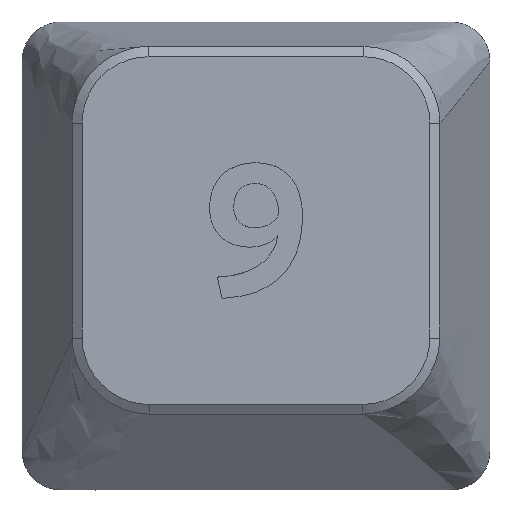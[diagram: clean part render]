
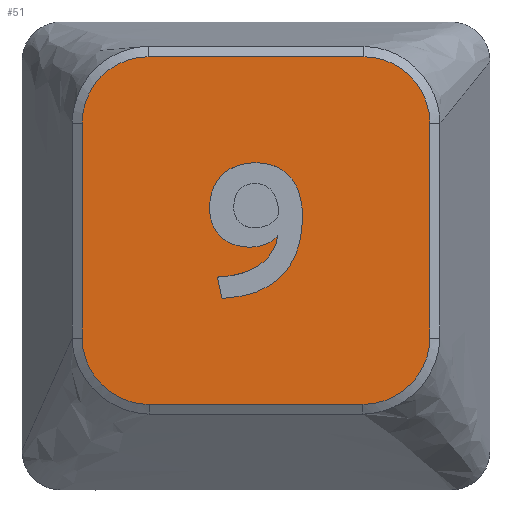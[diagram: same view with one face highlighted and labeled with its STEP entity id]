
A CAD part, top view. The second image highlights one B-rep face of the part: STEP entity #51.
In plain terms, the highlighted planar face has unit normal (0, 0, 1).
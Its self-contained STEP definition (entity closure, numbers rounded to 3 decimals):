
#17=FACE_BOUND('',#182,.T.);
#51=ADVANCED_FACE('',(#115,#17),#1000,.T.);
#115=FACE_OUTER_BOUND('',#181,.T.);
#181=EDGE_LOOP('',(#362,#363,#364,#365,#366,#367,#368,#369));
#182=EDGE_LOOP('',(#370,#371,#372,#373,#374));
#362=ORIENTED_EDGE('',*,*,#615,.T.);
#363=ORIENTED_EDGE('',*,*,#635,.T.);
#364=ORIENTED_EDGE('',*,*,#633,.T.);
#365=ORIENTED_EDGE('',*,*,#631,.T.);
#366=ORIENTED_EDGE('',*,*,#629,.T.);
#367=ORIENTED_EDGE('',*,*,#612,.T.);
#368=ORIENTED_EDGE('',*,*,#626,.T.);
#369=ORIENTED_EDGE('',*,*,#624,.T.);
#370=ORIENTED_EDGE('',*,*,#656,.F.);
#371=ORIENTED_EDGE('',*,*,#655,.F.);
#372=ORIENTED_EDGE('',*,*,#654,.F.);
#373=ORIENTED_EDGE('',*,*,#653,.F.);
#374=ORIENTED_EDGE('',*,*,#652,.F.);
#612=EDGE_CURVE('',#907,#906,#784,.T.);
#615=EDGE_CURVE('',#897,#911,#787,.T.);
#624=EDGE_CURVE('',#905,#897,#796,.T.);
#626=EDGE_CURVE('',#906,#905,#798,.T.);
#629=EDGE_CURVE('',#908,#907,#801,.T.);
#631=EDGE_CURVE('',#909,#908,#803,.T.);
#633=EDGE_CURVE('',#910,#909,#805,.T.);
#635=EDGE_CURVE('',#911,#910,#807,.T.);
#652=EDGE_CURVE('',#920,#921,#824,.T.);
#653=EDGE_CURVE('',#921,#922,#825,.T.);
#654=EDGE_CURVE('',#922,#923,#826,.T.);
#655=EDGE_CURVE('',#923,#924,#827,.T.);
#656=EDGE_CURVE('',#924,#920,#828,.T.);
#784=B_SPLINE_CURVE_WITH_KNOTS('',3,(#1808,#1809,#1810,#1811),
 .UNSPECIFIED.,.F.,.F.,(4,4),(-20.393,-12.086),
 .UNSPECIFIED.);
#787=B_SPLINE_CURVE_WITH_KNOTS('',3,(#1818,#1819,#1820,#1821,#1822),
 .UNSPECIFIED.,.F.,.F.,(4,1,4),(-48.917,-46.906,-44.896),
 .UNSPECIFIED.);
#796=B_SPLINE_CURVE_WITH_KNOTS('',3,(#1857,#1858,#1859,#1860),
 .UNSPECIFIED.,.F.,.F.,(4,4),(-8.095,0.17),
 .UNSPECIFIED.);
#798=B_SPLINE_CURVE_WITH_KNOTS('',3,(#1863,#1864,#1865,#1866,#1867),
 .UNSPECIFIED.,.F.,.F.,(4,1,4),(-12.086,-10.092,-8.095),
 .UNSPECIFIED.);
#801=B_SPLINE_CURVE_WITH_KNOTS('',3,(#1872,#1873,#1874,#1875,#1876),
 .UNSPECIFIED.,.F.,.F.,(4,1,4),(-24.384,-22.386,-20.393),
 .UNSPECIFIED.);
#803=B_SPLINE_CURVE_WITH_KNOTS('',3,(#1879,#1880,#1881,#1882),
 .UNSPECIFIED.,.F.,.F.,(4,4),(-32.649,-24.384),
 .UNSPECIFIED.);
#805=B_SPLINE_CURVE_WITH_KNOTS('',3,(#1885,#1886,#1887,#1888,#1889),
 .UNSPECIFIED.,.F.,.F.,(4,1,4),(-36.669,-34.66,-32.649),
 .UNSPECIFIED.);
#807=B_SPLINE_CURVE_WITH_KNOTS('',3,(#1892,#1893,#1894,#1895),
 .UNSPECIFIED.,.F.,.F.,(4,4),(-44.896,-36.669),
 .UNSPECIFIED.);
#824=B_SPLINE_CURVE_WITH_KNOTS('',1,(#1955,#1956),.UNSPECIFIED.,.F.,.F.,
(2,2),(-11.,-10.),.UNSPECIFIED.);
#825=B_SPLINE_CURVE_WITH_KNOTS('',3,(#1957,#1958,#1959,#1960),
 .UNSPECIFIED.,.F.,.F.,(4,4),(-10.,-9.),.UNSPECIFIED.);
#826=B_SPLINE_CURVE_WITH_KNOTS('',3,(#1961,#1962,#1963,#1964),
 .UNSPECIFIED.,.F.,.F.,(4,4),(-9.,-8.),.UNSPECIFIED.);
#827=B_SPLINE_CURVE_WITH_KNOTS('',1,(#1965,#1966),.UNSPECIFIED.,.F.,.F.,
(2,2),(-8.,-7.),.UNSPECIFIED.);
#828=B_SPLINE_CURVE_WITH_KNOTS('',3,(#1967,#1968,#1969,#1970,#1971,#1972,
#1973,#1974,#1975,#1976,#1977,#1978,#1979),.UNSPECIFIED.,.F.,.F.,(4,3,3,
3,4),(-7.,-6.,-5.,-4.,-3.),.UNSPECIFIED.);
#897=VERTEX_POINT('',#1460);
#905=VERTEX_POINT('',#1468);
#906=VERTEX_POINT('',#1469);
#907=VERTEX_POINT('',#1470);
#908=VERTEX_POINT('',#1471);
#909=VERTEX_POINT('',#1472);
#910=VERTEX_POINT('',#1473);
#911=VERTEX_POINT('',#1474);
#920=VERTEX_POINT('',#1483);
#921=VERTEX_POINT('',#1484);
#922=VERTEX_POINT('',#1485);
#923=VERTEX_POINT('',#1486);
#924=VERTEX_POINT('',#1487);
#1000=PLANE('',#1065);
#1065=AXIS2_PLACEMENT_3D('',#1379,#1113,$);
#1113=DIRECTION('',(0.,0.,1.));
#1379=CARTESIAN_POINT('',(35.86,27.14,14.));
#1460=CARTESIAN_POINT('',(36.312,15.83,14.));
#1468=CARTESIAN_POINT('',(36.312,24.095,14.));
#1469=CARTESIAN_POINT('',(38.847,26.647,14.));
#1470=CARTESIAN_POINT('',(47.153,26.647,14.));
#1471=CARTESIAN_POINT('',(49.688,24.095,14.));
#1472=CARTESIAN_POINT('',(49.688,15.83,14.));
#1473=CARTESIAN_POINT('',(47.114,13.277,14.));
#1474=CARTESIAN_POINT('',(38.886,13.277,14.));
#1483=CARTESIAN_POINT('',(42.769,19.327,14.));
#1484=CARTESIAN_POINT('',(42.775,19.327,14.));
#1485=CARTESIAN_POINT('',(43.843,19.77,14.));
#1486=CARTESIAN_POINT('',(41.512,18.175,14.));
#1487=CARTESIAN_POINT('',(41.695,17.355,14.));
#1808=CARTESIAN_POINT('',(47.153,26.647,14.));
#1809=CARTESIAN_POINT('',(44.384,26.647,14.));
#1810=CARTESIAN_POINT('',(41.616,26.647,14.));
#1811=CARTESIAN_POINT('',(38.847,26.647,14.));
#1818=CARTESIAN_POINT('',(36.312,15.83,14.));
#1819=CARTESIAN_POINT('',(36.309,15.157,14.));
#1820=CARTESIAN_POINT('',(36.888,13.835,14.));
#1821=CARTESIAN_POINT('',(38.215,13.274,14.));
#1822=CARTESIAN_POINT('',(38.886,13.277,14.));
#1857=CARTESIAN_POINT('',(36.312,24.095,14.));
#1858=CARTESIAN_POINT('',(36.312,21.34,14.));
#1859=CARTESIAN_POINT('',(36.312,18.585,14.));
#1860=CARTESIAN_POINT('',(36.312,15.83,14.));
#1863=CARTESIAN_POINT('',(38.847,26.647,14.));
#1864=CARTESIAN_POINT('',(38.18,26.651,14.));
#1865=CARTESIAN_POINT('',(36.864,26.082,14.));
#1866=CARTESIAN_POINT('',(36.309,24.762,14.));
#1867=CARTESIAN_POINT('',(36.312,24.095,14.));
#1872=CARTESIAN_POINT('',(49.688,24.095,14.));
#1873=CARTESIAN_POINT('',(49.691,24.762,14.));
#1874=CARTESIAN_POINT('',(49.136,26.082,14.));
#1875=CARTESIAN_POINT('',(47.82,26.651,14.));
#1876=CARTESIAN_POINT('',(47.153,26.647,14.));
#1879=CARTESIAN_POINT('',(49.688,15.83,14.));
#1880=CARTESIAN_POINT('',(49.688,18.585,14.));
#1881=CARTESIAN_POINT('',(49.688,21.34,14.));
#1882=CARTESIAN_POINT('',(49.688,24.095,14.));
#1885=CARTESIAN_POINT('',(47.114,13.277,14.));
#1886=CARTESIAN_POINT('',(47.785,13.274,14.));
#1887=CARTESIAN_POINT('',(49.112,13.835,14.));
#1888=CARTESIAN_POINT('',(49.691,15.157,14.));
#1889=CARTESIAN_POINT('',(49.688,15.83,14.));
#1892=CARTESIAN_POINT('',(38.886,13.277,14.));
#1893=CARTESIAN_POINT('',(41.629,13.277,14.));
#1894=CARTESIAN_POINT('',(44.371,13.277,14.));
#1895=CARTESIAN_POINT('',(47.114,13.277,14.));
#1955=CARTESIAN_POINT('',(42.769,19.327,14.));
#1956=CARTESIAN_POINT('',(42.775,19.327,14.));
#1957=CARTESIAN_POINT('',(42.775,19.327,14.));
#1958=CARTESIAN_POINT('',(43.225,19.327,14.));
#1959=CARTESIAN_POINT('',(43.654,19.523,14.));
#1960=CARTESIAN_POINT('',(43.843,19.77,14.));
#1961=CARTESIAN_POINT('',(43.843,19.77,14.));
#1962=CARTESIAN_POINT('',(43.687,18.82,14.));
#1963=CARTESIAN_POINT('',(42.873,18.234,14.));
#1964=CARTESIAN_POINT('',(41.512,18.175,14.));
#1965=CARTESIAN_POINT('',(41.512,18.175,14.));
#1966=CARTESIAN_POINT('',(41.695,17.355,14.));
#1967=CARTESIAN_POINT('',(41.695,17.355,14.));
#1968=CARTESIAN_POINT('',(43.615,17.426,14.));
#1969=CARTESIAN_POINT('',(44.787,18.474,14.));
#1970=CARTESIAN_POINT('',(44.787,20.499,14.));
#1971=CARTESIAN_POINT('',(44.787,22.003,14.));
#1972=CARTESIAN_POINT('',(43.96,22.57,14.));
#1973=CARTESIAN_POINT('',(42.997,22.57,14.));
#1974=CARTESIAN_POINT('',(41.649,22.57,14.));
#1975=CARTESIAN_POINT('',(41.213,21.626,14.));
#1976=CARTESIAN_POINT('',(41.213,20.831,14.));
#1977=CARTESIAN_POINT('',(41.213,20.07,14.));
#1978=CARTESIAN_POINT('',(41.675,19.327,14.));
#1979=CARTESIAN_POINT('',(42.769,19.327,14.));
